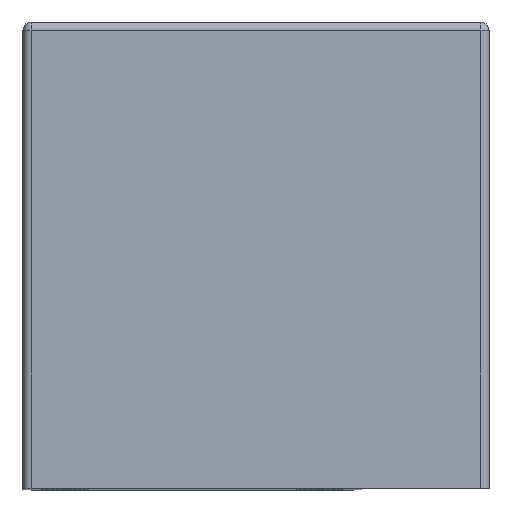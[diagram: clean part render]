
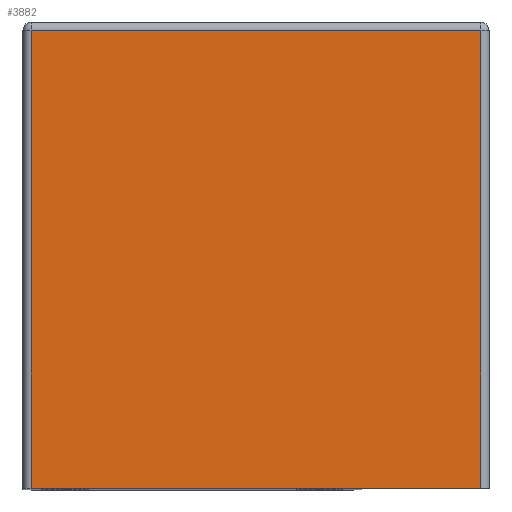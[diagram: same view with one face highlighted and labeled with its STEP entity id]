
A CAD part, top view. The second image highlights one B-rep face of the part: STEP entity #3882.
In plain terms, the highlighted planar face has unit normal (0, 0, 1).
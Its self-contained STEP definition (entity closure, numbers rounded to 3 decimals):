
#1613=DIRECTION('',(0.,-1.,0.));
#1614=VECTOR('',#1613,54.);
#1615=CARTESIAN_POINT('',(-19.,54.,50.));
#1616=LINE('',#1615,#1614);
#1620=DIRECTION('',(-1.,0.,0.));
#1621=VECTOR('',#1620,53.);
#1622=CARTESIAN_POINT('',(34.,54.,50.));
#1623=LINE('',#1622,#1621);
#1627=DIRECTION('',(0.,1.,0.));
#1628=VECTOR('',#1627,54.);
#1629=CARTESIAN_POINT('',(34.,0.,50.));
#1630=LINE('',#1629,#1628);
#1634=DIRECTION('',(1.,0.,0.));
#1635=VECTOR('',#1634,53.);
#1636=CARTESIAN_POINT('',(-19.,0.,50.));
#1637=LINE('',#1636,#1635);
#2316=CARTESIAN_POINT('',(-19.,0.,50.));
#2318=VERTEX_POINT('',#2316);
#2322=CARTESIAN_POINT('',(-19.,54.,50.));
#2323=VERTEX_POINT('',#2322);
#2325=CARTESIAN_POINT('',(34.,0.,50.));
#2327=VERTEX_POINT('',#2325);
#2328=CARTESIAN_POINT('',(34.,54.,50.));
#2329=VERTEX_POINT('',#2328);
#3870=CARTESIAN_POINT('',(0.,0.,50.));
#3871=DIRECTION('',(0.,0.,1.));
#3872=DIRECTION('',(1.,0.,0.));
#3873=AXIS2_PLACEMENT_3D('',#3870,#3871,#3872);
#3874=PLANE('',#3873);
#3875=ORIENTED_EDGE('',*,*,#2816,.F.);
#3877=ORIENTED_EDGE('',*,*,#3876,.F.);
#3878=ORIENTED_EDGE('',*,*,#3862,.F.);
#3879=ORIENTED_EDGE('',*,*,#2614,.F.);
#3880=EDGE_LOOP('',(#3875,#3877,#3878,#3879));
#3881=FACE_OUTER_BOUND('',#3880,.F.);
#3882=ADVANCED_FACE('',(#3881),#3874,.T.);
#2614=EDGE_CURVE('',#2318,#2327,#1637,.T.);
#2816=EDGE_CURVE('',#2323,#2318,#1616,.T.);
#3862=EDGE_CURVE('',#2327,#2329,#1630,.T.);
#3876=EDGE_CURVE('',#2329,#2323,#1623,.T.);
